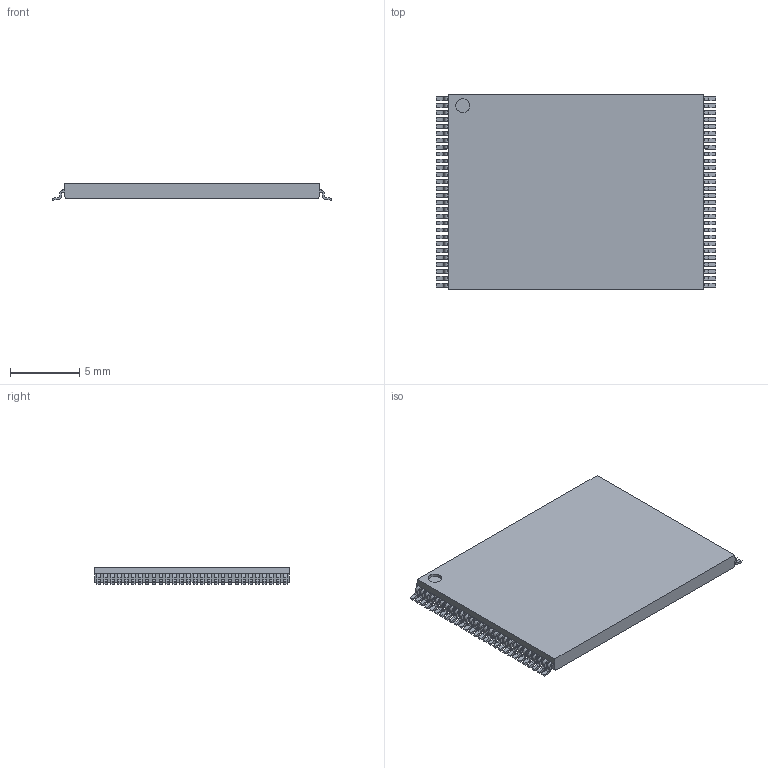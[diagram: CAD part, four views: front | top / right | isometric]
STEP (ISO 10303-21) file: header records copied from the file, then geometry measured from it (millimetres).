
FILE_DESCRIPTION((''),'2;1');
FILE_NAME('SOP50P2000X120-56N.stp','2011-03-23T11:37:58',(''),(''),'Mechanical Desktop 2011','Mechanical Desktop 2011',', , ');
FILE_SCHEMA(('AUTOMOTIVE_DESIGN { 1 2 10303 214 1 1 1 1 }'));
Length unit declared in the file: millimetre
Products named in the file (1): Product
Bounding box: 20.24 x 14.1 x 1.2 mm (x, y, z)
Volume: 275.8 mm3; surface area: 650.4 mm2
Topology: 57 solids, 57 shells, 795 faces, 2040 edges, 1360 vertices
Faces by surface type: bspline 392, plane 289, cylinder 114
Entity records: 25498 total; most frequent: CARTESIAN_POINT 6940, ORIENTED_EDGE 4080, DIRECTION 3300, EDGE_CURVE 2040, VECTOR 1588, LINE 1588, VERTEX_POINT 1360, AXIS2_PLACEMENT_3D 856
